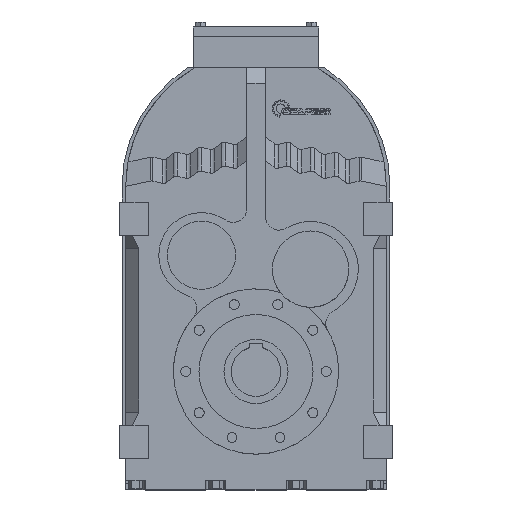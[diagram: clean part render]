
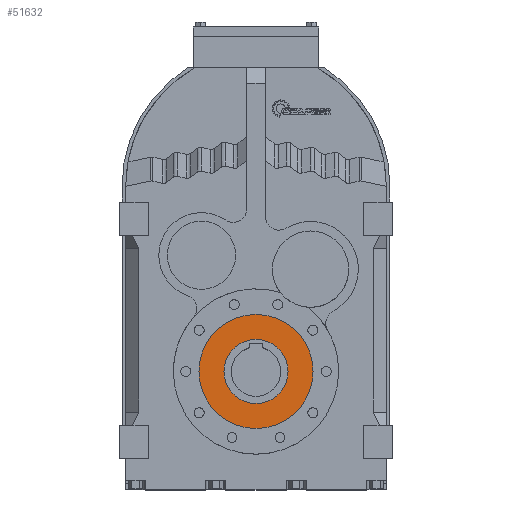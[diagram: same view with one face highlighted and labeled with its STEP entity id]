
A CAD part, top view. The second image highlights one B-rep face of the part: STEP entity #51632.
In plain terms, the highlighted face is planar.
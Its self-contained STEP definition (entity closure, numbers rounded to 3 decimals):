
#50301 = CYLINDRICAL_SURFACE('',#50302,138.);
#50302 = AXIS2_PLACEMENT_3D('',#50303,#50304,#50305);
#50303 = CARTESIAN_POINT('',(0.,0.,302.877));
#50304 = DIRECTION('',(0.,0.,-1.));
#50305 = DIRECTION('',(-1.,0.,0.));
#50328 = CYLINDRICAL_SURFACE('',#50329,138.);
#50329 = AXIS2_PLACEMENT_3D('',#50330,#50331,#50332);
#50330 = CARTESIAN_POINT('',(0.,0.,302.877));
#50331 = DIRECTION('',(0.,0.,-1.));
#50332 = DIRECTION('',(-1.,0.,0.));
#51339 = EDGE_CURVE('',#51340,#51342,#51344,.T.);
#51340 = VERTEX_POINT('',#51341);
#51341 = CARTESIAN_POINT('',(138.,0.,-33.5));
#51342 = VERTEX_POINT('',#51343);
#51343 = CARTESIAN_POINT('',(-138.,0.,-33.5));
#51344 = SURFACE_CURVE('',#51345,(#51350,#51357),.PCURVE_S1.);
#51345 = CIRCLE('',#51346,138.);
#51346 = AXIS2_PLACEMENT_3D('',#51347,#51348,#51349);
#51347 = CARTESIAN_POINT('',(0.,0.,-33.5));
#51348 = DIRECTION('',(0.,0.,-1.));
#51349 = DIRECTION('',(-1.,0.,0.));
#51350 = PCURVE('',#50328,#51351);
#51351 = DEFINITIONAL_REPRESENTATION('',(#51352),#51356);
#51352 = LINE('',#51353,#51354);
#51353 = CARTESIAN_POINT('',(0.,336.377));
#51354 = VECTOR('',#51355,1.);
#51355 = DIRECTION('',(1.,0.));
#51356 = ( GEOMETRIC_REPRESENTATION_CONTEXT(2) 
PARAMETRIC_REPRESENTATION_CONTEXT() REPRESENTATION_CONTEXT('2D SPACE',''
  ) );
#51357 = PCURVE('',#51358,#51363);
#51358 = PLANE('',#51359);
#51359 = AXIS2_PLACEMENT_3D('',#51360,#51361,#51362);
#51360 = CARTESIAN_POINT('',(0.,138.,-33.5));
#51361 = DIRECTION('',(0.,0.,-1.));
#51362 = DIRECTION('',(-1.,0.,0.));
#51363 = DEFINITIONAL_REPRESENTATION('',(#51364),#51368);
#51364 = CIRCLE('',#51365,138.);
#51365 = AXIS2_PLACEMENT_2D('',#51366,#51367);
#51366 = CARTESIAN_POINT('',(0.,-138.));
#51367 = DIRECTION('',(1.,0.));
#51368 = ( GEOMETRIC_REPRESENTATION_CONTEXT(2) 
PARAMETRIC_REPRESENTATION_CONTEXT() REPRESENTATION_CONTEXT('2D SPACE',''
  ) );
#51579 = EDGE_CURVE('',#51342,#51340,#51580,.T.);
#51580 = SURFACE_CURVE('',#51581,(#51586,#51593),.PCURVE_S1.);
#51581 = CIRCLE('',#51582,138.);
#51582 = AXIS2_PLACEMENT_3D('',#51583,#51584,#51585);
#51583 = CARTESIAN_POINT('',(0.,0.,-33.5));
#51584 = DIRECTION('',(0.,0.,-1.));
#51585 = DIRECTION('',(-1.,0.,0.));
#51586 = PCURVE('',#50301,#51587);
#51587 = DEFINITIONAL_REPRESENTATION('',(#51588),#51592);
#51588 = LINE('',#51589,#51590);
#51589 = CARTESIAN_POINT('',(0.,336.377));
#51590 = VECTOR('',#51591,1.);
#51591 = DIRECTION('',(1.,0.));
#51592 = ( GEOMETRIC_REPRESENTATION_CONTEXT(2) 
PARAMETRIC_REPRESENTATION_CONTEXT() REPRESENTATION_CONTEXT('2D SPACE',''
  ) );
#51593 = PCURVE('',#51358,#51594);
#51594 = DEFINITIONAL_REPRESENTATION('',(#51595),#51599);
#51595 = CIRCLE('',#51596,138.);
#51596 = AXIS2_PLACEMENT_2D('',#51597,#51598);
#51597 = CARTESIAN_POINT('',(0.,-138.));
#51598 = DIRECTION('',(1.,0.));
#51599 = ( GEOMETRIC_REPRESENTATION_CONTEXT(2) 
PARAMETRIC_REPRESENTATION_CONTEXT() REPRESENTATION_CONTEXT('2D SPACE',''
  ) );
#51632 = ADVANCED_FACE('',(#51633,#51637),#51358,.T.);
#51633 = FACE_BOUND('',#51634,.T.);
#51634 = EDGE_LOOP('',(#51635,#51636));
#51635 = ORIENTED_EDGE('',*,*,#51579,.T.);
#51636 = ORIENTED_EDGE('',*,*,#51339,.T.);
#51637 = FACE_BOUND('',#51638,.T.);
#51638 = EDGE_LOOP('',(#51639,#51670));
#51639 = ORIENTED_EDGE('',*,*,#51640,.F.);
#51640 = EDGE_CURVE('',#51641,#51643,#51645,.T.);
#51641 = VERTEX_POINT('',#51642);
#51642 = CARTESIAN_POINT('',(-77.5,0.,-33.5));
#51643 = VERTEX_POINT('',#51644);
#51644 = CARTESIAN_POINT('',(77.5,0.,-33.5));
#51645 = SURFACE_CURVE('',#51646,(#51651,#51658),.PCURVE_S1.);
#51646 = CIRCLE('',#51647,77.5);
#51647 = AXIS2_PLACEMENT_3D('',#51648,#51649,#51650);
#51648 = CARTESIAN_POINT('',(0.,0.,-33.5));
#51649 = DIRECTION('',(0.,0.,-1.));
#51650 = DIRECTION('',(-1.,0.,0.));
#51651 = PCURVE('',#51358,#51652);
#51652 = DEFINITIONAL_REPRESENTATION('',(#51653),#51657);
#51653 = CIRCLE('',#51654,77.5);
#51654 = AXIS2_PLACEMENT_2D('',#51655,#51656);
#51655 = CARTESIAN_POINT('',(0.,-138.));
#51656 = DIRECTION('',(1.,0.));
#51657 = ( GEOMETRIC_REPRESENTATION_CONTEXT(2) 
PARAMETRIC_REPRESENTATION_CONTEXT() REPRESENTATION_CONTEXT('2D SPACE',''
  ) );
#51658 = PCURVE('',#51659,#51664);
#51659 = CYLINDRICAL_SURFACE('',#51660,77.5);
#51660 = AXIS2_PLACEMENT_3D('',#51661,#51662,#51663);
#51661 = CARTESIAN_POINT('',(0.,0.,302.877));
#51662 = DIRECTION('',(0.,0.,-1.));
#51663 = DIRECTION('',(-1.,0.,0.));
#51664 = DEFINITIONAL_REPRESENTATION('',(#51665),#51669);
#51665 = LINE('',#51666,#51667);
#51666 = CARTESIAN_POINT('',(0.,336.377));
#51667 = VECTOR('',#51668,1.);
#51668 = DIRECTION('',(1.,0.));
#51669 = ( GEOMETRIC_REPRESENTATION_CONTEXT(2) 
PARAMETRIC_REPRESENTATION_CONTEXT() REPRESENTATION_CONTEXT('2D SPACE',''
  ) );
#51670 = ORIENTED_EDGE('',*,*,#51671,.F.);
#51671 = EDGE_CURVE('',#51643,#51641,#51672,.T.);
#51672 = SURFACE_CURVE('',#51673,(#51678,#51685),.PCURVE_S1.);
#51673 = CIRCLE('',#51674,77.5);
#51674 = AXIS2_PLACEMENT_3D('',#51675,#51676,#51677);
#51675 = CARTESIAN_POINT('',(0.,0.,-33.5));
#51676 = DIRECTION('',(0.,0.,-1.));
#51677 = DIRECTION('',(-1.,0.,0.));
#51678 = PCURVE('',#51358,#51679);
#51679 = DEFINITIONAL_REPRESENTATION('',(#51680),#51684);
#51680 = CIRCLE('',#51681,77.5);
#51681 = AXIS2_PLACEMENT_2D('',#51682,#51683);
#51682 = CARTESIAN_POINT('',(0.,-138.));
#51683 = DIRECTION('',(1.,0.));
#51684 = ( GEOMETRIC_REPRESENTATION_CONTEXT(2) 
PARAMETRIC_REPRESENTATION_CONTEXT() REPRESENTATION_CONTEXT('2D SPACE',''
  ) );
#51685 = PCURVE('',#51686,#51691);
#51686 = CYLINDRICAL_SURFACE('',#51687,77.5);
#51687 = AXIS2_PLACEMENT_3D('',#51688,#51689,#51690);
#51688 = CARTESIAN_POINT('',(0.,0.,302.877));
#51689 = DIRECTION('',(0.,0.,-1.));
#51690 = DIRECTION('',(-1.,0.,0.));
#51691 = DEFINITIONAL_REPRESENTATION('',(#51692),#51696);
#51692 = LINE('',#51693,#51694);
#51693 = CARTESIAN_POINT('',(0.,336.377));
#51694 = VECTOR('',#51695,1.);
#51695 = DIRECTION('',(1.,0.));
#51696 = ( GEOMETRIC_REPRESENTATION_CONTEXT(2) 
PARAMETRIC_REPRESENTATION_CONTEXT() REPRESENTATION_CONTEXT('2D SPACE',''
  ) );
